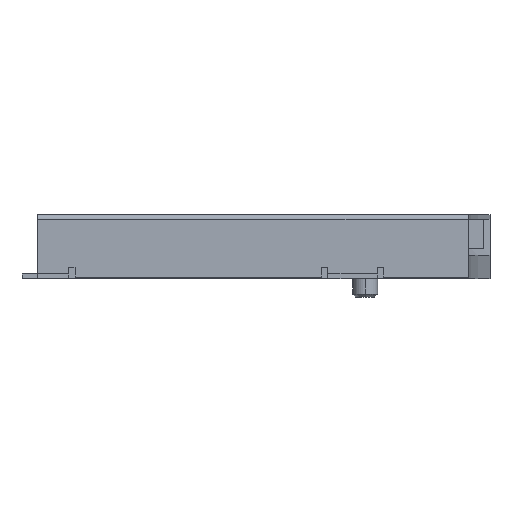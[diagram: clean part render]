
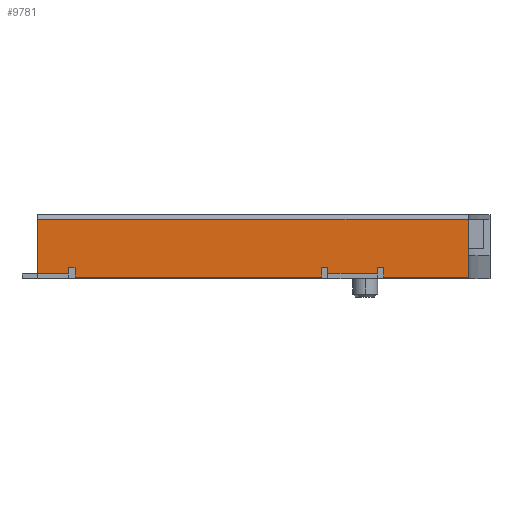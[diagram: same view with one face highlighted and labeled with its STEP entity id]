
A CAD part, left-side view. The second image highlights one B-rep face of the part: STEP entity #9781.
In plain terms, the highlighted planar face has unit normal (-1, 0, 0).
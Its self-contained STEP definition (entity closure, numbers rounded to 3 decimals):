
#230 = VERTEX_POINT ( 'NONE', #18454 ) ;
#255 = DIRECTION ( 'NONE',  ( 0., 1., 0. ) ) ;
#486 = VECTOR ( 'NONE', #4666, 1000. ) ;
#737 = CARTESIAN_POINT ( 'NONE',  ( -7.375, -3.65, 0. ) ) ;
#820 = CARTESIAN_POINT ( 'NONE',  ( -7.375, 7.25, 1.9 ) ) ;
#1076 = LINE ( 'NONE', #11795, #3958 ) ;
#1396 = VECTOR ( 'NONE', #255, 1000. ) ;
#1588 = DIRECTION ( 'NONE',  ( 0., -1., 0. ) ) ;
#1658 = DIRECTION ( 'NONE',  ( 0., 1., 0. ) ) ;
#1759 = VERTEX_POINT ( 'NONE', #13139 ) ;
#1783 = PLANE ( 'NONE',  #7825 ) ;
#1794 = CARTESIAN_POINT ( 'NONE',  ( -7.375, 22.135, 0.05 ) ) ;
#2114 = CARTESIAN_POINT ( 'NONE',  ( -7.375, 6.25, 0.15 ) ) ;
#2456 = VERTEX_POINT ( 'NONE', #13005 ) ;
#2784 = DIRECTION ( 'NONE',  ( 0., 0., -1. ) ) ;
#2837 = CARTESIAN_POINT ( 'NONE',  ( -7.375, 6.25, 0.35 ) ) ;
#3203 = CARTESIAN_POINT ( 'NONE',  ( -7.375, -2.05, 0. ) ) ;
#3226 = EDGE_CURVE ( 'NONE', #17109, #5316, #17057, .T. ) ;
#3254 = VECTOR ( 'NONE', #2784, 1000. ) ;
#3698 = LINE ( 'NONE', #737, #9182 ) ;
#3857 = CARTESIAN_POINT ( 'NONE',  ( -7.375, -3.65, 0.35 ) ) ;
#3958 = VECTOR ( 'NONE', #17536, 1000. ) ;
#3987 = DIRECTION ( 'NONE',  ( 0., 0., 1. ) ) ;
#4368 = EDGE_CURVE ( 'NONE', #5897, #2456, #13566, .T. ) ;
#4412 = VECTOR ( 'NONE', #3987, 1000. ) ;
#4666 = DIRECTION ( 'NONE',  ( 0., 0., -1. ) ) ;
#4692 = LINE ( 'NONE', #16635, #3254 ) ;
#4705 = VERTEX_POINT ( 'NONE', #9707 ) ;
#4917 = EDGE_CURVE ( 'NONE', #1759, #16722, #19487, .T. ) ;
#5034 = LINE ( 'NONE', #11480, #16030 ) ;
#5051 = VERTEX_POINT ( 'NONE', #12551 ) ;
#5206 = EDGE_CURVE ( 'NONE', #5051, #13993, #13443, .T. ) ;
#5220 = LINE ( 'NONE', #12800, #1396 ) ;
#5316 = VERTEX_POINT ( 'NONE', #2114 ) ;
#5478 = VERTEX_POINT ( 'NONE', #14004 ) ;
#5540 = VECTOR ( 'NONE', #10893, 1000. ) ;
#5547 = EDGE_CURVE ( 'NONE', #5316, #4705, #5220, .T. ) ;
#5644 = LINE ( 'NONE', #16358, #18142 ) ;
#5645 = CARTESIAN_POINT ( 'NONE',  ( -7.375, 6.05, 0.35 ) ) ;
#5704 = ORIENTED_EDGE ( 'NONE', *, *, #18099, .F. ) ;
#5871 = DIRECTION ( 'NONE',  ( 0., 1., 0. ) ) ;
#5897 = VERTEX_POINT ( 'NONE', #19007 ) ;
#5910 = CARTESIAN_POINT ( 'NONE',  ( -7.375, -6.55, 0. ) ) ;
#5935 = EDGE_CURVE ( 'NONE', #18581, #5478, #3698, .T. ) ;
#6739 = DIRECTION ( 'NONE',  ( 0., 0., -1. ) ) ;
#6847 = CARTESIAN_POINT ( 'NONE',  ( -7.375, 6.25, 0.35 ) ) ;
#6930 = ORIENTED_EDGE ( 'NONE', *, *, #10411, .F. ) ;
#7825 = AXIS2_PLACEMENT_3D ( 'NONE', #11650, #17816, #6739 ) ;
#7853 = CARTESIAN_POINT ( 'NONE',  ( -7.375, 22.135, 1.9 ) ) ;
#8204 = CARTESIAN_POINT ( 'NONE',  ( -7.375, -6.55, 1.9 ) ) ;
#8556 = ORIENTED_EDGE ( 'NONE', *, *, #8691, .F. ) ;
#8690 = EDGE_CURVE ( 'NONE', #5478, #9501, #5644, .T. ) ;
#8691 = EDGE_CURVE ( 'NONE', #230, #9132, #1076, .T. ) ;
#8707 = ORIENTED_EDGE ( 'NONE', *, *, #11966, .T. ) ;
#8897 = LINE ( 'NONE', #2837, #16630 ) ;
#9044 = DIRECTION ( 'NONE',  ( 0., -1., 0. ) ) ;
#9123 = VECTOR ( 'NONE', #15510, 1000. ) ;
#9132 = VERTEX_POINT ( 'NONE', #15286 ) ;
#9171 = ORIENTED_EDGE ( 'NONE', *, *, #5547, .F. ) ;
#9182 = VECTOR ( 'NONE', #12973, 1000. ) ;
#9501 = VERTEX_POINT ( 'NONE', #13845 ) ;
#9505 = ORIENTED_EDGE ( 'NONE', *, *, #19024, .F. ) ;
#9707 = CARTESIAN_POINT ( 'NONE',  ( -7.375, 7.25, 0.15 ) ) ;
#9781 = ADVANCED_FACE ( 'NONE', ( #15623 ), #1783, .F. ) ;
#10411 = EDGE_CURVE ( 'NONE', #9501, #5051, #15409, .T. ) ;
#10628 = ORIENTED_EDGE ( 'NONE', *, *, #12223, .F. ) ;
#10848 = CARTESIAN_POINT ( 'NONE',  ( -7.375, 22.135, 0.05 ) ) ;
#10887 = LINE ( 'NONE', #1794, #11822 ) ;
#10893 = DIRECTION ( 'NONE',  ( 0., 0., -1. ) ) ;
#11052 = LINE ( 'NONE', #7853, #16507 ) ;
#11218 = LINE ( 'NONE', #18483, #486 ) ;
#11480 = CARTESIAN_POINT ( 'NONE',  ( -7.375, -3.65, 0.35 ) ) ;
#11491 = DIRECTION ( 'NONE',  ( 0., 1., 0. ) ) ;
#11496 = EDGE_CURVE ( 'NONE', #16722, #14642, #11052, .T. ) ;
#11650 = CARTESIAN_POINT ( 'NONE',  ( -7.375, 22.135, 0.05 ) ) ;
#11795 = CARTESIAN_POINT ( 'NONE',  ( -7.375, -3.85, 0. ) ) ;
#11822 = VECTOR ( 'NONE', #1588, 1000. ) ;
#11923 = ORIENTED_EDGE ( 'NONE', *, *, #4368, .T. ) ;
#11966 = EDGE_CURVE ( 'NONE', #14642, #4705, #11218, .T. ) ;
#11989 = VECTOR ( 'NONE', #9044, 1000. ) ;
#12188 = ORIENTED_EDGE ( 'NONE', *, *, #11496, .T. ) ;
#12223 = EDGE_CURVE ( 'NONE', #13336, #17109, #8897, .T. ) ;
#12238 = CARTESIAN_POINT ( 'NONE',  ( -7.375, -1.85, 0.35 ) ) ;
#12432 = ORIENTED_EDGE ( 'NONE', *, *, #19714, .T. ) ;
#12551 = CARTESIAN_POINT ( 'NONE',  ( -7.375, -2.05, 0.35 ) ) ;
#12800 = CARTESIAN_POINT ( 'NONE',  ( -7.375, 22.135, 0.15 ) ) ;
#12808 = VECTOR ( 'NONE', #19855, 1000. ) ;
#12973 = DIRECTION ( 'NONE',  ( 0., 0., -1. ) ) ;
#13005 = CARTESIAN_POINT ( 'NONE',  ( -7.375, -1.85, 0.05 ) ) ;
#13139 = CARTESIAN_POINT ( 'NONE',  ( -7.375, -6.55, 0.05 ) ) ;
#13336 = VERTEX_POINT ( 'NONE', #5645 ) ;
#13443 = LINE ( 'NONE', #18064, #12808 ) ;
#13566 = LINE ( 'NONE', #10848, #11989 ) ;
#13845 = CARTESIAN_POINT ( 'NONE',  ( -7.375, -2.05, 0.15 ) ) ;
#13993 = VERTEX_POINT ( 'NONE', #12238 ) ;
#14004 = CARTESIAN_POINT ( 'NONE',  ( -7.375, -3.65, 0.15 ) ) ;
#14305 = DIRECTION ( 'NONE',  ( 0., 1., 0. ) ) ;
#14506 = ORIENTED_EDGE ( 'NONE', *, *, #8690, .F. ) ;
#14642 = VERTEX_POINT ( 'NONE', #820 ) ;
#15273 = ORIENTED_EDGE ( 'NONE', *, *, #4917, .T. ) ;
#15286 = CARTESIAN_POINT ( 'NONE',  ( -7.375, -3.85, 0.35 ) ) ;
#15333 = EDGE_CURVE ( 'NONE', #13993, #2456, #4692, .T. ) ;
#15409 = LINE ( 'NONE', #3203, #9123 ) ;
#15510 = DIRECTION ( 'NONE',  ( 0., 0., 1. ) ) ;
#15623 = FACE_OUTER_BOUND ( 'NONE', #17671, .T. ) ;
#15814 = DIRECTION ( 'NONE',  ( 0., 0., 1. ) ) ;
#16030 = VECTOR ( 'NONE', #14305, 1000. ) ;
#16358 = CARTESIAN_POINT ( 'NONE',  ( -7.375, 22.135, 0.15 ) ) ;
#16360 = VECTOR ( 'NONE', #15814, 1000. ) ;
#16507 = VECTOR ( 'NONE', #1658, 1000. ) ;
#16630 = VECTOR ( 'NONE', #5871, 1000. ) ;
#16635 = CARTESIAN_POINT ( 'NONE',  ( -7.375, -1.85, 0. ) ) ;
#16722 = VERTEX_POINT ( 'NONE', #8204 ) ;
#17057 = LINE ( 'NONE', #18551, #5540 ) ;
#17079 = ORIENTED_EDGE ( 'NONE', *, *, #15333, .F. ) ;
#17109 = VERTEX_POINT ( 'NONE', #6847 ) ;
#17225 = LINE ( 'NONE', #18719, #16360 ) ;
#17536 = DIRECTION ( 'NONE',  ( 0., 0., 1. ) ) ;
#17671 = EDGE_LOOP ( 'NONE', ( #12432, #15273, #12188, #8707, #9171, #18417, #10628, #5704, #11923, #17079, #19297, #6930, #14506, #19282, #9505, #8556 ) ) ;
#17816 = DIRECTION ( 'NONE',  ( 1., 0., 0. ) ) ;
#18064 = CARTESIAN_POINT ( 'NONE',  ( -7.375, -2.05, 0.35 ) ) ;
#18099 = EDGE_CURVE ( 'NONE', #5897, #13336, #17225, .T. ) ;
#18142 = VECTOR ( 'NONE', #11491, 1000. ) ;
#18417 = ORIENTED_EDGE ( 'NONE', *, *, #3226, .F. ) ;
#18454 = CARTESIAN_POINT ( 'NONE',  ( -7.375, -3.85, 0.05 ) ) ;
#18483 = CARTESIAN_POINT ( 'NONE',  ( -7.375, 7.25, 0.05 ) ) ;
#18551 = CARTESIAN_POINT ( 'NONE',  ( -7.375, 6.25, 0.05 ) ) ;
#18581 = VERTEX_POINT ( 'NONE', #3857 ) ;
#18719 = CARTESIAN_POINT ( 'NONE',  ( -7.375, 6.05, 0.05 ) ) ;
#19007 = CARTESIAN_POINT ( 'NONE',  ( -7.375, 6.05, 0.05 ) ) ;
#19024 = EDGE_CURVE ( 'NONE', #9132, #18581, #5034, .T. ) ;
#19282 = ORIENTED_EDGE ( 'NONE', *, *, #5935, .F. ) ;
#19297 = ORIENTED_EDGE ( 'NONE', *, *, #5206, .F. ) ;
#19487 = LINE ( 'NONE', #5910, #4412 ) ;
#19714 = EDGE_CURVE ( 'NONE', #230, #1759, #10887, .T. ) ;
#19855 = DIRECTION ( 'NONE',  ( 0., 1., 0. ) ) ;
